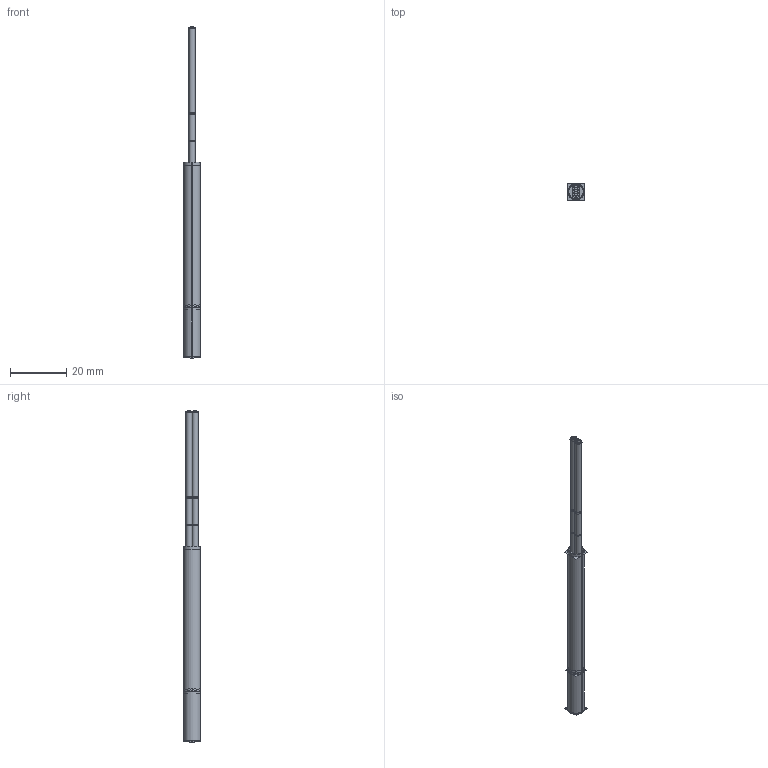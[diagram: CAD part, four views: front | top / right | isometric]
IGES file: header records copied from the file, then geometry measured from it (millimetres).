
Start section:  PTC IGES file: 166404.igs
Global section: file name: 166404.igs; native system: Creo Parametric by Parametric Technology Corporation; preprocessor: 2016010; author: PDMAdmin; organization: Unknown; date: 20160520.131536; units: millimetre
Bounding box: 6 x 6.01 x 118.11 mm (x, y, z)
Volume: 1206.6 mm3; surface area: 21535.2 mm2
Topology: 8 solids, 8 shells, 194 faces, 934 edges, 1193 vertices
Faces by surface type: revolution 144, bspline 50
